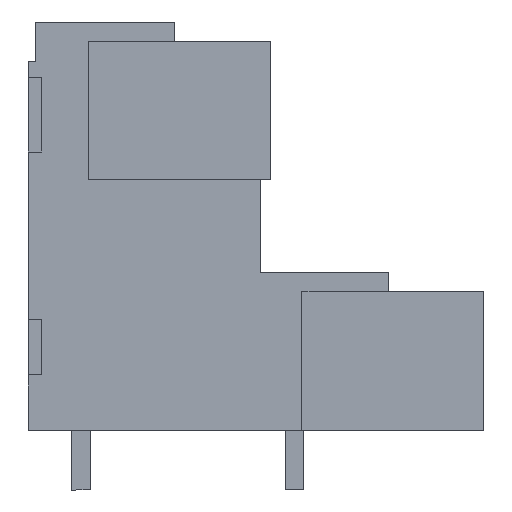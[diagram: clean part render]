
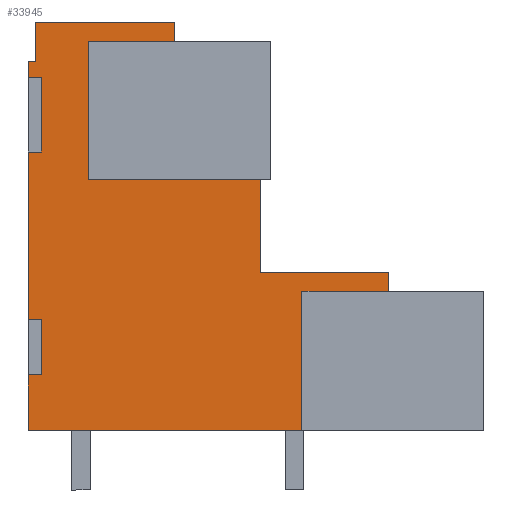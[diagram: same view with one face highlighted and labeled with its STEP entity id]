
A CAD part, left-side view. The second image highlights one B-rep face of the part: STEP entity #33945.
In plain terms, the highlighted planar face has unit normal (-1, 0, 0).
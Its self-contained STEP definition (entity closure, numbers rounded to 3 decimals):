
#33864=AXIS2_PLACEMENT_3D('Plane Axis2P3D',#33861,#33862,#33863) ;
#303=CARTESIAN_POINT('Vertex',(0.7,24.55,23.09)) ;
#1099=CARTESIAN_POINT('Vertex',(0.7,24.55,9.2)) ;
#1102=CARTESIAN_POINT('Line Origine',(0.7,24.55,13.7)) ;
#1106=CARTESIAN_POINT('Vertex',(0.7,24.55,18.2)) ;
#1127=CARTESIAN_POINT('Vertex',(0.7,24.55,22.2)) ;
#1130=CARTESIAN_POINT('Line Origine',(0.7,24.55,22.645)) ;
#1744=CARTESIAN_POINT('Line Origine',(0.7,24.35,23.09)) ;
#1748=CARTESIAN_POINT('Vertex',(0.7,24.15,23.09)) ;
#2209=CARTESIAN_POINT('Vertex',(0.7,16.65,25.2)) ;
#2601=CARTESIAN_POINT('Vertex',(0.7,24.15,25.2)) ;
#2604=CARTESIAN_POINT('Line Origine',(0.7,20.4,25.2)) ;
#2681=CARTESIAN_POINT('Vertex',(0.7,16.65,24.175)) ;
#2684=CARTESIAN_POINT('Line Origine',(0.7,16.65,24.687)) ;
#2750=CARTESIAN_POINT('Line Origine',(0.7,18.975,24.175)) ;
#2754=CARTESIAN_POINT('Vertex',(0.7,21.3,24.175)) ;
#3233=CARTESIAN_POINT('Vertex',(0.7,12.05,16.725)) ;
#3261=CARTESIAN_POINT('Vertex',(0.7,21.3,16.725)) ;
#3264=CARTESIAN_POINT('Line Origine',(0.7,16.675,16.725)) ;
#3289=CARTESIAN_POINT('Vertex',(0.7,12.05,11.7)) ;
#3292=CARTESIAN_POINT('Line Origine',(0.7,12.05,14.212)) ;
#3313=CARTESIAN_POINT('Vertex',(0.7,5.15,11.7)) ;
#3316=CARTESIAN_POINT('Line Origine',(0.7,8.6,11.7)) ;
#3337=CARTESIAN_POINT('Vertex',(0.7,5.15,10.7)) ;
#3340=CARTESIAN_POINT('Line Origine',(0.7,5.15,11.2)) ;
#3406=CARTESIAN_POINT('Line Origine',(0.7,7.475,10.7)) ;
#3410=CARTESIAN_POINT('Vertex',(0.7,9.8,10.7)) ;
#3959=CARTESIAN_POINT('Vertex',(0.7,9.8,3.2)) ;
#3962=CARTESIAN_POINT('Line Origine',(0.7,17.175,3.2)) ;
#3966=CARTESIAN_POINT('Vertex',(0.7,24.55,3.2)) ;
#33849=CARTESIAN_POINT('Line Origine',(0.7,21.3,20.45)) ;
#33861=CARTESIAN_POINT('Axis2P3D Location',(0.7,24.15,3.2)) ;
#33866=CARTESIAN_POINT('Line Origine',(0.7,24.2,9.2)) ;
#33870=CARTESIAN_POINT('Vertex',(0.7,23.85,9.2)) ;
#33873=CARTESIAN_POINT('Line Origine',(0.7,23.85,7.7)) ;
#33877=CARTESIAN_POINT('Vertex',(0.7,23.85,6.2)) ;
#33880=CARTESIAN_POINT('Line Origine',(0.7,24.2,6.2)) ;
#33884=CARTESIAN_POINT('Vertex',(0.7,24.55,6.2)) ;
#33887=CARTESIAN_POINT('Line Origine',(0.7,24.55,4.7)) ;
#33892=CARTESIAN_POINT('Line Origine',(0.7,9.8,6.95)) ;
#33897=CARTESIAN_POINT('Line Origine',(0.7,24.15,24.145)) ;
#33902=CARTESIAN_POINT('Line Origine',(0.7,24.2,22.2)) ;
#33906=CARTESIAN_POINT('Vertex',(0.7,23.85,22.2)) ;
#33909=CARTESIAN_POINT('Line Origine',(0.7,23.85,20.2)) ;
#33913=CARTESIAN_POINT('Vertex',(0.7,23.85,18.2)) ;
#33916=CARTESIAN_POINT('Line Origine',(0.7,24.2,18.2)) ;
#1103=DIRECTION('Vector Direction',(0.,0.,-1.)) ;
#1131=DIRECTION('Vector Direction',(0.,0.,-1.)) ;
#1745=DIRECTION('Vector Direction',(0.,-1.,0.)) ;
#2605=DIRECTION('Vector Direction',(0.,-1.,0.)) ;
#2685=DIRECTION('Vector Direction',(0.,0.,1.)) ;
#2751=DIRECTION('Vector Direction',(0.,1.,0.)) ;
#3265=DIRECTION('Vector Direction',(0.,1.,0.)) ;
#3293=DIRECTION('Vector Direction',(0.,0.,1.)) ;
#3317=DIRECTION('Vector Direction',(0.,1.,0.)) ;
#3341=DIRECTION('Vector Direction',(0.,0.,1.)) ;
#3407=DIRECTION('Vector Direction',(0.,1.,0.)) ;
#3963=DIRECTION('Vector Direction',(0.,-1.,0.)) ;
#33850=DIRECTION('Vector Direction',(0.,0.,-1.)) ;
#33862=DIRECTION('Axis2P3D Direction',(-1.,0.,0.)) ;
#33863=DIRECTION('Axis2P3D XDirection',(0.,1.,0.)) ;
#33867=DIRECTION('Vector Direction',(0.,-1.,0.)) ;
#33874=DIRECTION('Vector Direction',(0.,0.,1.)) ;
#33881=DIRECTION('Vector Direction',(0.,-1.,0.)) ;
#33888=DIRECTION('Vector Direction',(0.,0.,-1.)) ;
#33893=DIRECTION('Vector Direction',(0.,0.,-1.)) ;
#33898=DIRECTION('Vector Direction',(0.,0.,1.)) ;
#33903=DIRECTION('Vector Direction',(0.,-1.,0.)) ;
#33910=DIRECTION('Vector Direction',(0.,0.,1.)) ;
#33917=DIRECTION('Vector Direction',(0.,-1.,0.)) ;
#1104=VECTOR('Line Direction',#1103,1.) ;
#1132=VECTOR('Line Direction',#1131,1.) ;
#1746=VECTOR('Line Direction',#1745,1.) ;
#2606=VECTOR('Line Direction',#2605,1.) ;
#2686=VECTOR('Line Direction',#2685,1.) ;
#2752=VECTOR('Line Direction',#2751,1.) ;
#3266=VECTOR('Line Direction',#3265,1.) ;
#3294=VECTOR('Line Direction',#3293,1.) ;
#3318=VECTOR('Line Direction',#3317,1.) ;
#3342=VECTOR('Line Direction',#3341,1.) ;
#3408=VECTOR('Line Direction',#3407,1.) ;
#3964=VECTOR('Line Direction',#3963,1.) ;
#33851=VECTOR('Line Direction',#33850,1.) ;
#33868=VECTOR('Line Direction',#33867,1.) ;
#33875=VECTOR('Line Direction',#33874,1.) ;
#33882=VECTOR('Line Direction',#33881,1.) ;
#33889=VECTOR('Line Direction',#33888,1.) ;
#33894=VECTOR('Line Direction',#33893,1.) ;
#33899=VECTOR('Line Direction',#33898,1.) ;
#33904=VECTOR('Line Direction',#33903,1.) ;
#33911=VECTOR('Line Direction',#33910,1.) ;
#33918=VECTOR('Line Direction',#33917,1.) ;
#33922=ORIENTED_EDGE('',*,*,#1108,.T.) ;
#33923=ORIENTED_EDGE('',*,*,#33872,.T.) ;
#33924=ORIENTED_EDGE('',*,*,#33879,.F.) ;
#33925=ORIENTED_EDGE('',*,*,#33886,.F.) ;
#33926=ORIENTED_EDGE('',*,*,#33891,.T.) ;
#33927=ORIENTED_EDGE('',*,*,#3968,.T.) ;
#33928=ORIENTED_EDGE('',*,*,#33896,.F.) ;
#33929=ORIENTED_EDGE('',*,*,#3412,.F.) ;
#33930=ORIENTED_EDGE('',*,*,#3344,.T.) ;
#33931=ORIENTED_EDGE('',*,*,#3320,.T.) ;
#33932=ORIENTED_EDGE('',*,*,#3296,.T.) ;
#33933=ORIENTED_EDGE('',*,*,#3268,.T.) ;
#33934=ORIENTED_EDGE('',*,*,#33853,.F.) ;
#33935=ORIENTED_EDGE('',*,*,#2756,.F.) ;
#33936=ORIENTED_EDGE('',*,*,#2688,.T.) ;
#33937=ORIENTED_EDGE('',*,*,#2608,.F.) ;
#33938=ORIENTED_EDGE('',*,*,#33901,.F.) ;
#33939=ORIENTED_EDGE('',*,*,#1750,.F.) ;
#33940=ORIENTED_EDGE('',*,*,#1134,.T.) ;
#33941=ORIENTED_EDGE('',*,*,#33908,.T.) ;
#33942=ORIENTED_EDGE('',*,*,#33915,.F.) ;
#33943=ORIENTED_EDGE('',*,*,#33920,.F.) ;
#33945=ADVANCED_FACE('HOUSING',(#33944),#33865,.T.) ;
#1108=EDGE_CURVE('',#1107,#1100,#1105,.T.) ;
#1134=EDGE_CURVE('',#304,#1128,#1133,.T.) ;
#1750=EDGE_CURVE('',#304,#1749,#1747,.T.) ;
#2608=EDGE_CURVE('',#2602,#2210,#2607,.T.) ;
#2688=EDGE_CURVE('',#2682,#2210,#2687,.T.) ;
#2756=EDGE_CURVE('',#2682,#2755,#2753,.T.) ;
#3268=EDGE_CURVE('',#3234,#3262,#3267,.T.) ;
#3296=EDGE_CURVE('',#3290,#3234,#3295,.T.) ;
#3320=EDGE_CURVE('',#3314,#3290,#3319,.T.) ;
#3344=EDGE_CURVE('',#3338,#3314,#3343,.T.) ;
#3412=EDGE_CURVE('',#3338,#3411,#3409,.T.) ;
#3968=EDGE_CURVE('',#3967,#3960,#3965,.T.) ;
#33853=EDGE_CURVE('',#2755,#3262,#33852,.T.) ;
#33872=EDGE_CURVE('',#1100,#33871,#33869,.T.) ;
#33879=EDGE_CURVE('',#33878,#33871,#33876,.T.) ;
#33886=EDGE_CURVE('',#33885,#33878,#33883,.T.) ;
#33891=EDGE_CURVE('',#33885,#3967,#33890,.T.) ;
#33896=EDGE_CURVE('',#3411,#3960,#33895,.T.) ;
#33901=EDGE_CURVE('',#1749,#2602,#33900,.T.) ;
#33908=EDGE_CURVE('',#1128,#33907,#33905,.T.) ;
#33915=EDGE_CURVE('',#33914,#33907,#33912,.T.) ;
#33920=EDGE_CURVE('',#1107,#33914,#33919,.T.) ;
#33921=EDGE_LOOP('',(#33922,#33923,#33924,#33925,#33926,#33927,#33928,#33929,#33930,#33931,#33932,#33933,#33934,#33935,#33936,#33937,#33938,#33939,#33940,#33941,#33942,#33943)) ;
#33944=FACE_OUTER_BOUND('',#33921,.T.) ;
#1105=LINE('Line',#1102,#1104) ;
#1133=LINE('Line',#1130,#1132) ;
#1747=LINE('Line',#1744,#1746) ;
#2607=LINE('Line',#2604,#2606) ;
#2687=LINE('Line',#2684,#2686) ;
#2753=LINE('Line',#2750,#2752) ;
#3267=LINE('Line',#3264,#3266) ;
#3295=LINE('Line',#3292,#3294) ;
#3319=LINE('Line',#3316,#3318) ;
#3343=LINE('Line',#3340,#3342) ;
#3409=LINE('Line',#3406,#3408) ;
#3965=LINE('Line',#3962,#3964) ;
#33852=LINE('Line',#33849,#33851) ;
#33869=LINE('Line',#33866,#33868) ;
#33876=LINE('Line',#33873,#33875) ;
#33883=LINE('Line',#33880,#33882) ;
#33890=LINE('Line',#33887,#33889) ;
#33895=LINE('Line',#33892,#33894) ;
#33900=LINE('Line',#33897,#33899) ;
#33905=LINE('Line',#33902,#33904) ;
#33912=LINE('Line',#33909,#33911) ;
#33919=LINE('Line',#33916,#33918) ;
#33865=PLANE('',#33864) ;
#304=VERTEX_POINT('',#303) ;
#1100=VERTEX_POINT('',#1099) ;
#1107=VERTEX_POINT('',#1106) ;
#1128=VERTEX_POINT('',#1127) ;
#1749=VERTEX_POINT('',#1748) ;
#2210=VERTEX_POINT('',#2209) ;
#2602=VERTEX_POINT('',#2601) ;
#2682=VERTEX_POINT('',#2681) ;
#2755=VERTEX_POINT('',#2754) ;
#3234=VERTEX_POINT('',#3233) ;
#3262=VERTEX_POINT('',#3261) ;
#3290=VERTEX_POINT('',#3289) ;
#3314=VERTEX_POINT('',#3313) ;
#3338=VERTEX_POINT('',#3337) ;
#3411=VERTEX_POINT('',#3410) ;
#3960=VERTEX_POINT('',#3959) ;
#3967=VERTEX_POINT('',#3966) ;
#33871=VERTEX_POINT('',#33870) ;
#33878=VERTEX_POINT('',#33877) ;
#33885=VERTEX_POINT('',#33884) ;
#33907=VERTEX_POINT('',#33906) ;
#33914=VERTEX_POINT('',#33913) ;
